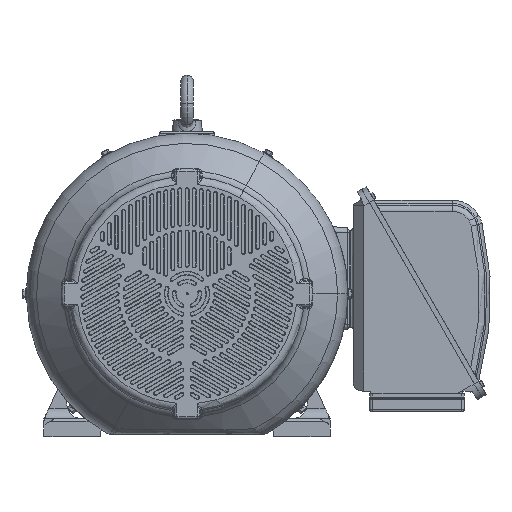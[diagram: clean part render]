
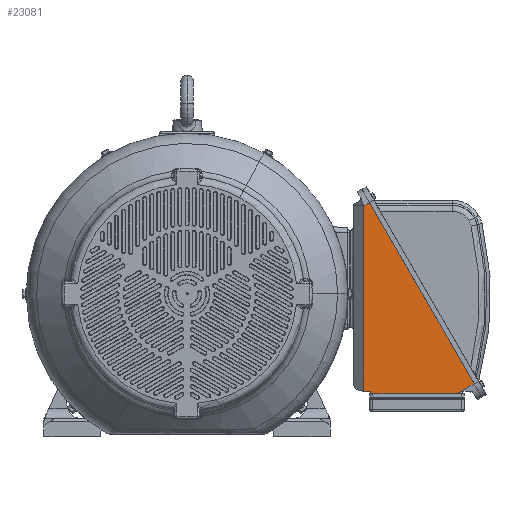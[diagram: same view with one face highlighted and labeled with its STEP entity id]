
A CAD part, front view. The second image highlights one B-rep face of the part: STEP entity #23081.
In plain terms, the highlighted planar face has unit normal (0, -1, 0).
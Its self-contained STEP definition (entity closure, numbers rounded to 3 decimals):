
#1279 = CARTESIAN_POINT ( 'NONE',  ( 412.277, -197.5, 83.276 ) ) ;
#4050 = VECTOR ( 'NONE', #87694, 1000. ) ;
#4853 = DIRECTION ( 'NONE',  ( 0., 1., 0. ) ) ;
#6253 = VERTEX_POINT ( 'NONE', #89289 ) ;
#6588 = EDGE_CURVE ( 'NONE', #33054, #85926, #129554, .T. ) ;
#6736 = LINE ( 'NONE', #7128, #8529 ) ;
#7128 = CARTESIAN_POINT ( 'NONE',  ( 320., -197.5, -195. ) ) ;
#8529 = VECTOR ( 'NONE', #123223, 1000. ) ;
#8759 = EDGE_CURVE ( 'NONE', #85926, #6253, #15278, .T. ) ;
#11945 = VERTEX_POINT ( 'NONE', #62859 ) ;
#12259 = DIRECTION ( 'NONE',  ( 0.5, 0., -0.866 ) ) ;
#15278 = LINE ( 'NONE', #72640, #86990 ) ;
#15625 = VERTEX_POINT ( 'NONE', #55447 ) ;
#16913 = ORIENTED_EDGE ( 'NONE', *, *, #28170, .T. ) ;
#18399 = DIRECTION ( 'NONE',  ( 0., 0., 1. ) ) ;
#18556 = CARTESIAN_POINT ( 'NONE',  ( 348.34, -197.5, 174.019 ) ) ;
#23081 = ADVANCED_FACE ( 'NONE', ( #138665 ), #130514, .F. ) ;
#25310 = EDGE_CURVE ( 'NONE', #138921, #6253, #95487, .T. ) ;
#26361 = DIRECTION ( 'NONE',  ( -1., 0., 0. ) ) ;
#28170 = EDGE_CURVE ( 'NONE', #11945, #15625, #37781, .T. ) ;
#30356 = ORIENTED_EDGE ( 'NONE', *, *, #134009, .F. ) ;
#33054 = VERTEX_POINT ( 'NONE', #88460 ) ;
#37013 = ORIENTED_EDGE ( 'NONE', *, *, #6588, .T. ) ;
#37781 = LINE ( 'NONE', #43554, #87957 ) ;
#42910 = ORIENTED_EDGE ( 'NONE', *, *, #8759, .T. ) ;
#43554 = CARTESIAN_POINT ( 'NONE',  ( 469.723, -197.5, -229.327 ) ) ;
#50039 = DIRECTION ( 'NONE',  ( 0., 0., -1. ) ) ;
#50204 = CARTESIAN_POINT ( 'NONE',  ( 346., -197.5, 172.668 ) ) ;
#50755 = ORIENTED_EDGE ( 'NONE', *, *, #25310, .F. ) ;
#53534 = LINE ( 'NONE', #1279, #123231 ) ;
#54510 = EDGE_LOOP ( 'NONE', ( #37013, #42910, #50755, #58910, #97092, #16913, #30356 ) ) ;
#55447 = CARTESIAN_POINT ( 'NONE',  ( 562., -197.5, -176.051 ) ) ;
#58910 = ORIENTED_EDGE ( 'NONE', *, *, #106905, .F. ) ;
#62859 = CARTESIAN_POINT ( 'NONE',  ( 529.18, -197.5, -195. ) ) ;
#70720 = AXIS2_PLACEMENT_3D ( 'NONE', #84456, #4853, #26361 ) ;
#72640 = CARTESIAN_POINT ( 'NONE',  ( 346., -197.5, 30. ) ) ;
#75789 = CARTESIAN_POINT ( 'NONE',  ( 360., -197.5, -195. ) ) ;
#81117 = CARTESIAN_POINT ( 'NONE',  ( 360., -197.5, -190. ) ) ;
#82584 = LINE ( 'NONE', #122514, #147041 ) ;
#84018 = VERTEX_POINT ( 'NONE', #75789 ) ;
#84456 = CARTESIAN_POINT ( 'NONE',  ( 320., -197.5, 30. ) ) ;
#85926 = VERTEX_POINT ( 'NONE', #50204 ) ;
#86594 = VECTOR ( 'NONE', #110173, 1000. ) ;
#86990 = VECTOR ( 'NONE', #50039, 1000. ) ;
#87694 = DIRECTION ( 'NONE',  ( -1., 0., 0. ) ) ;
#87957 = VECTOR ( 'NONE', #109092, 1000. ) ;
#88460 = CARTESIAN_POINT ( 'NONE',  ( 357., -197.5, 179.019 ) ) ;
#89289 = CARTESIAN_POINT ( 'NONE',  ( 346., -197.5, -190. ) ) ;
#95487 = LINE ( 'NONE', #132785, #4050 ) ;
#97092 = ORIENTED_EDGE ( 'NONE', *, *, #124244, .F. ) ;
#106905 = EDGE_CURVE ( 'NONE', #84018, #138921, #82584, .T. ) ;
#109092 = DIRECTION ( 'NONE',  ( 0.866, 0., 0.5 ) ) ;
#110173 = DIRECTION ( 'NONE',  ( -0.866, 0., -0.5 ) ) ;
#122514 = CARTESIAN_POINT ( 'NONE',  ( 360., -197.5, 30. ) ) ;
#123223 = DIRECTION ( 'NONE',  ( -1., 0., 0. ) ) ;
#123231 = VECTOR ( 'NONE', #12259, 1000. ) ;
#124244 = EDGE_CURVE ( 'NONE', #11945, #84018, #6736, .T. ) ;
#129554 = LINE ( 'NONE', #18556, #86594 ) ;
#130514 = PLANE ( 'NONE',  #70720 ) ;
#132785 = CARTESIAN_POINT ( 'NONE',  ( 320., -197.5, -190. ) ) ;
#134009 = EDGE_CURVE ( 'NONE', #33054, #15625, #53534, .T. ) ;
#138665 = FACE_OUTER_BOUND ( 'NONE', #54510, .T. ) ;
#138921 = VERTEX_POINT ( 'NONE', #81117 ) ;
#147041 = VECTOR ( 'NONE', #18399, 1000. ) ;
